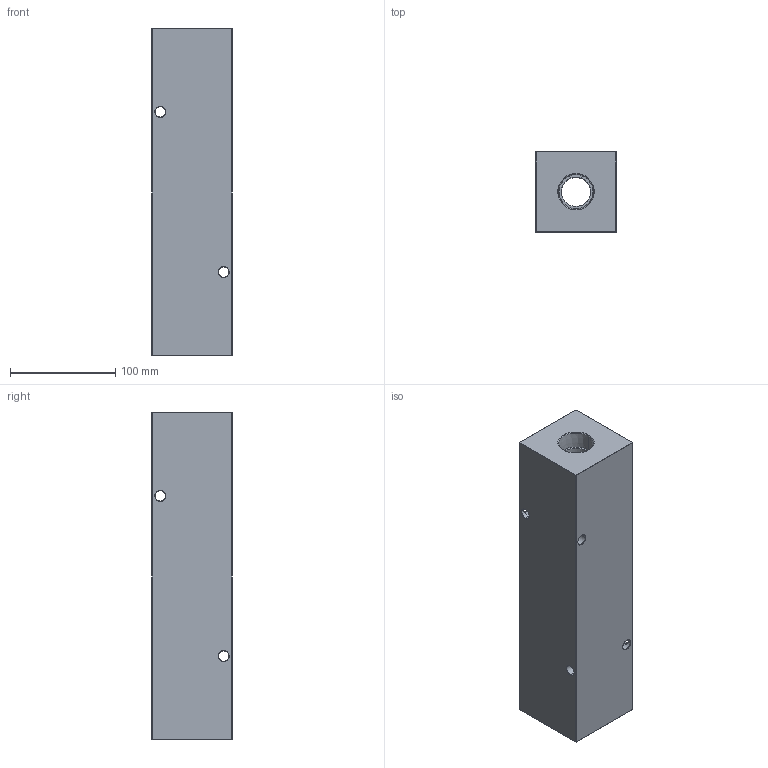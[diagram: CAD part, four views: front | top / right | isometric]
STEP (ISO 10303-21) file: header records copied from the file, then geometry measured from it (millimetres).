
FILE_DESCRIPTION (( 'STEP AP203' ), '1' );
FILE_NAME ('HM-4-90-P-16-16.STEP', '2020-11-06T16:37:23', ( '' ), ( '' ), 'SwSTEP 2.0', 'SolidWorks 2019', '' );
FILE_SCHEMA (( 'CONFIG_CONTROL_DESIGN' ));
Length unit declared in the file: inch
Products named in the file (1): HM-4-90-P-16-16
Bounding box: 76.2 x 76.2 x 311.15 mm (x, y, z)
Volume: 1427255 mm3; surface area: 154853.6 mm2
Topology: 1 solids, 1 shells, 546 faces, 1423 edges, 926 vertices
Faces by surface type: plane 282, bspline 186, cone 40, cylinder 38
Entity records: 26102 total; most frequent: CARTESIAN_POINT 13850, ORIENTED_EDGE 2846, DIRECTION 1865, EDGE_CURVE 1423, VERTEX_POINT 926, LINE 879, VECTOR 879, EDGE_LOOP 623
